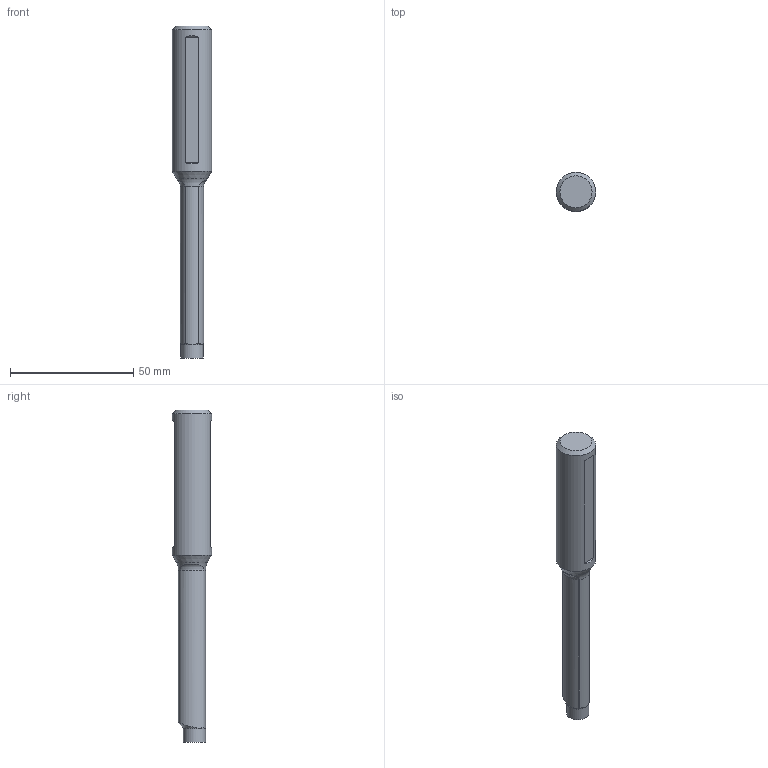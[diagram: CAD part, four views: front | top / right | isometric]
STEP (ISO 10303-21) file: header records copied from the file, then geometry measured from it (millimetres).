
FILE_DESCRIPTION(/* description */ (''),/* implementation_level */ '2;1');
FILE_NAME(/* name */ '1589870773987.stp',/* time_stamp */ '2020-05-19T12:16:24+06:00',/* author */ (''),/* organization */ ('SMS'),/* preprocessor_version */ 'ST-DEVELOPER v16.7',/* originating_system */ 'SIEMENS PLM Software NX 12.0',/* authorisation */ '');
FILE_SCHEMA (('AUTOMOTIVE_DESIGN { 1 0 10303 214 3 1 1 1 }'));
Length unit declared in the file: millimetre
Products named in the file (1): 202740706mod000_00
Bounding box: 16 x 16 x 134.8 mm (x, y, z)
Volume: 17990 mm3; surface area: 5704.2 mm2
Topology: 1 solids, 1 shells, 29 faces, 65 edges, 43 vertices
Faces by surface type: cylinder 10, torus 8, plane 8, cone 3
Full cylindrical faces by diameter (mm): 9 x1, 16 x1
Entity records: 895 total; most frequent: CARTESIAN_POINT 253, DIRECTION 120, ORIENTED_EDGE 116, EDGE_CURVE 58, AXIS2_PLACEMENT_3D 52, VERTEX_POINT 38, EDGE_LOOP 36, ADVANCED_FACE 29
